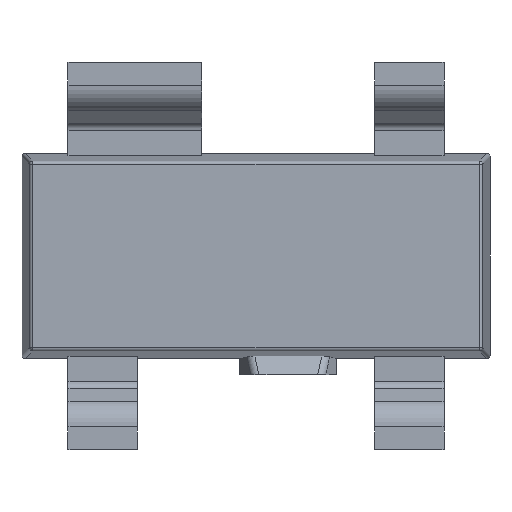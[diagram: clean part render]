
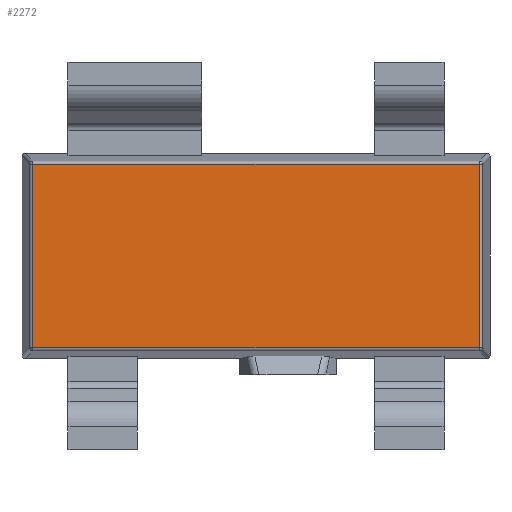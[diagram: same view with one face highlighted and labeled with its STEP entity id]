
A CAD part, front view. The second image highlights one B-rep face of the part: STEP entity #2272.
In plain terms, the highlighted planar face has unit normal (0, -1, 0).
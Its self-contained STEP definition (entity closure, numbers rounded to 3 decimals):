
#181=FACE_OUTER_BOUND('',#317,.T.);
#317=EDGE_LOOP('',(#1551,#1552,#1553,#1554));
#492=LINE('',#3429,#741);
#493=LINE('',#3431,#742);
#494=LINE('',#3433,#743);
#495=LINE('',#3434,#744);
#741=VECTOR('',#2705,10.);
#742=VECTOR('',#2706,10.);
#743=VECTOR('',#2707,10.);
#744=VECTOR('',#2708,10.);
#990=VERTEX_POINT('',#3427);
#991=VERTEX_POINT('',#3428);
#992=VERTEX_POINT('',#3430);
#993=VERTEX_POINT('',#3432);
#1210=EDGE_CURVE('',#990,#991,#492,.T.);
#1211=EDGE_CURVE('',#991,#992,#493,.T.);
#1212=EDGE_CURVE('',#992,#993,#494,.T.);
#1213=EDGE_CURVE('',#993,#990,#495,.T.);
#1551=ORIENTED_EDGE('',*,*,#1210,.T.);
#1552=ORIENTED_EDGE('',*,*,#1211,.T.);
#1553=ORIENTED_EDGE('',*,*,#1212,.T.);
#1554=ORIENTED_EDGE('',*,*,#1213,.T.);
#2189=PLANE('',#2430);
#2272=ADVANCED_FACE('',(#181),#2189,.F.);
#2430=AXIS2_PLACEMENT_3D('',#3426,#2703,#2704);
#2703=DIRECTION('center_axis',(0.,1.,0.));
#2704=DIRECTION('ref_axis',(0.,0.,1.));
#2705=DIRECTION('',(0.,0.,-1.));
#2706=DIRECTION('',(1.,0.,0.));
#2707=DIRECTION('',(0.,0.,1.));
#2708=DIRECTION('',(-1.,0.,0.));
#3426=CARTESIAN_POINT('Origin',(-0.023,1.258,2.167));
#3427=CARTESIAN_POINT('',(-0.023,1.258,2.735));
#3428=CARTESIAN_POINT('',(-0.023,1.258,1.599));
#3429=CARTESIAN_POINT('',(-0.023,1.258,2.735));
#3430=CARTESIAN_POINT('',(2.744,1.258,1.599));
#3431=CARTESIAN_POINT('',(-0.023,1.258,1.599));
#3432=CARTESIAN_POINT('',(2.744,1.258,2.735));
#3433=CARTESIAN_POINT('',(2.744,1.258,1.599));
#3434=CARTESIAN_POINT('',(2.744,1.258,2.735));
